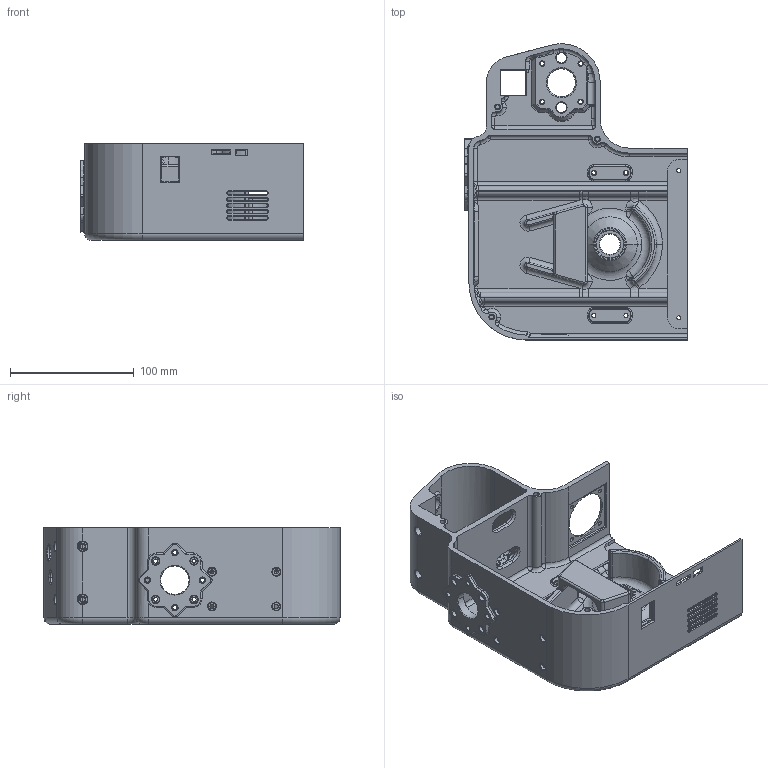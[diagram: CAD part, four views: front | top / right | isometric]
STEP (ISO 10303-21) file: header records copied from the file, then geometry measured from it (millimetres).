
FILE_DESCRIPTION (( 'STEP AP214' ), '1' );
FILE_NAME ('Box_E3.STEP', '2024-12-08T11:39:13', ( '' ), ( '' ), 'SwSTEP 2.0', 'SolidWorks 2024', '' );
FILE_SCHEMA (( 'AUTOMOTIVE_DESIGN' ));
Length unit declared in the file: millimetre
Products named in the file (1): Box_E3
Bounding box: 180.21 x 239.28 x 77.8 mm (x, y, z)
Volume: 451442.6 mm3; surface area: 188254.6 mm2
Topology: 1 solids, 1 shells, 957 faces, 2339 edges, 1394 vertices
Faces by surface type: cylinder 359, plane 209, cone 141, torus 124, bspline 109, sphere 15
Entity records: 35474 total; most frequent: CARTESIAN_POINT 13102, DIRECTION 4852, ORIENTED_EDGE 4642, EDGE_CURVE 2321, AXIS2_PLACEMENT_3D 1953, VERTEX_POINT 1394, CIRCLE 1104, EDGE_LOOP 1085
